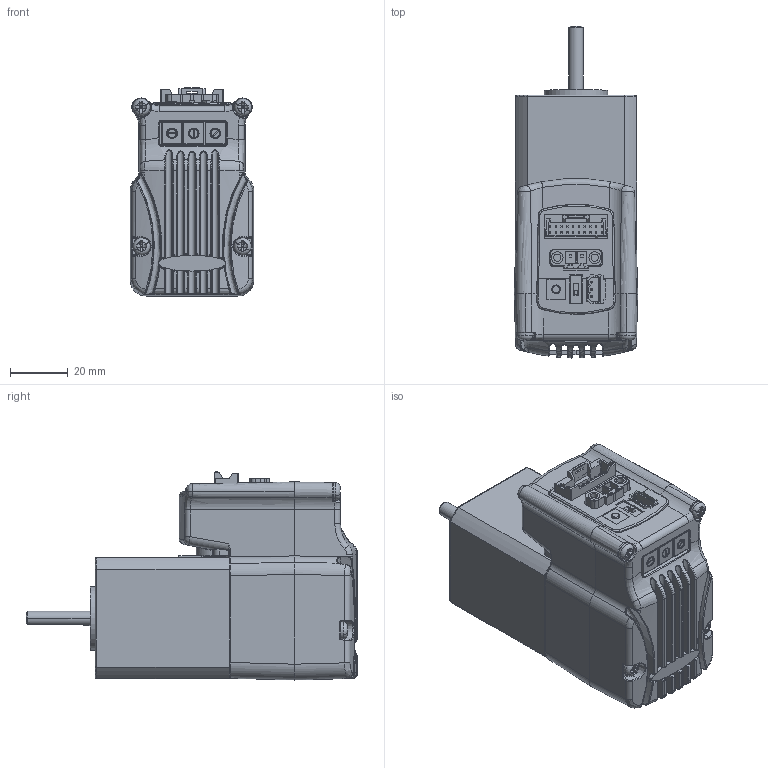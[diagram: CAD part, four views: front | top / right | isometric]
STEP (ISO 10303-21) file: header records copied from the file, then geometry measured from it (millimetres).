
FILE_DESCRIPTION(('STEP AP203'),'1');
FILE_NAME('Ezi-SERVO_BT_42L_203.stp','2011-01-20T05:12:05',(' '),(' '),'Spatial InterOp 3D',' ',' ');
FILE_SCHEMA(('CONFIG_CONTROL_DESIGN'));
Length unit declared in the file: millimetre
Products named in the file (37): 1; 2; 3; 4; 5; 6; 7; 8; 9; 10; 11; 12; 13; 14; 15; 16; 17; 18; 19; 20; 21; 22; 23; 24; 25; 26; 27; 28; 29; 30; 31; 32; 33; 34; 35; 36; 37
Bounding box: 42.8 x 115.09 x 72.14 mm (x, y, z)
Volume: 133767.9 mm3; surface area: 68348.4 mm2
Topology: 36 solids, 151 shells, 2847 faces, 7316 edges, 4693 vertices
Faces by surface type: plane 1231, cylinder 941, bspline 351, torus 134, sphere 104, cone 61, revolution 25
Full cylindrical faces by diameter (mm): 1.6 x4, 2.4 x4, 5 x1, 8 x2, 22 x1
Entity records: 115477 total; most frequent: CARTESIAN_POINT 47454, ORIENTED_EDGE 13888, DIRECTION 13116, EDGE_CURVE 7254, VERTEX_POINT 4686, AXIS2_PLACEMENT_3D 4590, LINE 3911, VECTOR 3911
